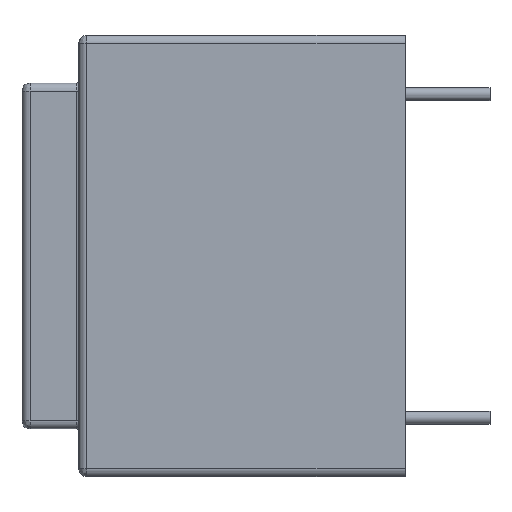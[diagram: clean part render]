
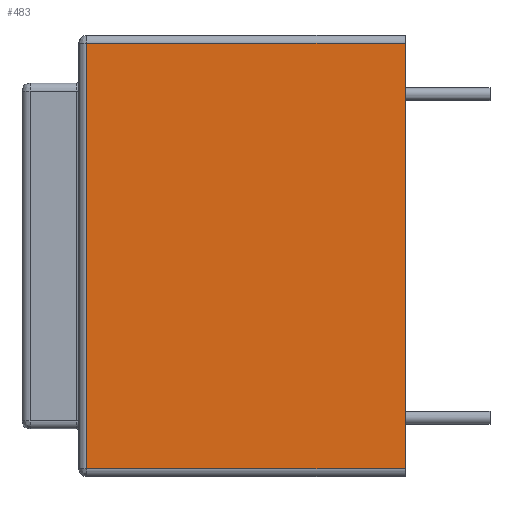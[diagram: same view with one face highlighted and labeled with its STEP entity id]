
A CAD part, left-side view. The second image highlights one B-rep face of the part: STEP entity #483.
In plain terms, the highlighted planar face has unit normal (-1, 0, 0).
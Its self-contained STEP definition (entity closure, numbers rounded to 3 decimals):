
#18 = EDGE_CURVE ( 'Defeature ausgef�hrt1_41+Defeature ausgef�hrt1_34+Defeature ausgef�hrt1_33+Defeature ausgef�hrt1_43', #588, #2042, #1885, .T. ) ;
#159 = LINE ( 'NONE', #1098, #1329 ) ;
#310 = CARTESIAN_POINT ( 'NONE',  ( -16.15, -12.2, -13.15 ) ) ;
#406 = LINE ( 'NONE', #1443, #1525 ) ;
#418 = ORIENTED_EDGE ( 'NONE', *, *, #18, .T. ) ;
#455 = FACE_OUTER_BOUND ( 'NONE', #1187, .T. ) ;
#462 = CARTESIAN_POINT ( 'NONE',  ( -16.15, 7.5, 0. ) ) ;
#483 = ADVANCED_FACE ( 'Defeature ausgef�hrt1_41', ( #455 ), #1371, .T. ) ;
#541 = ORIENTED_EDGE ( 'NONE', *, *, #1272, .F. ) ;
#571 = DIRECTION ( 'NONE',  ( -1., 0., 0. ) ) ;
#588 = VERTEX_POINT ( 'NONE', #1861 ) ;
#605 = CARTESIAN_POINT ( 'NONE',  ( -16.15, -15.2, 13.15 ) ) ;
#631 = EDGE_CURVE ( 'Defeature ausgef�hrt1_41+Defeature ausgef�hrt1_33+Defeature ausgef�hrt1_46+Defeature ausgef�hrt1_34', #1784, #588, #673, .T. ) ;
#673 = LINE ( 'NONE', #605, #1540 ) ;
#820 = VECTOR ( 'NONE', #1431, 1000. ) ;
#1012 = CARTESIAN_POINT ( 'NONE',  ( -16.15, 7.5, -13.15 ) ) ;
#1093 = CARTESIAN_POINT ( 'NONE',  ( -16.15, -12.2, 13.15 ) ) ;
#1098 = CARTESIAN_POINT ( 'NONE',  ( -16.15, -12.2, 0. ) ) ;
#1121 = ORIENTED_EDGE ( 'NONE', *, *, #631, .T. ) ;
#1187 = EDGE_LOOP ( 'NONE', ( #1243, #541, #1121, #418 ) ) ;
#1227 = CARTESIAN_POINT ( 'NONE',  ( -16.15, -15.2, 0. ) ) ;
#1243 = ORIENTED_EDGE ( 'NONE', *, *, #1447, .F. ) ;
#1272 = EDGE_CURVE ( 'Defeature ausgef�hrt1_46+Defeature ausgef�hrt1_41+Defeature ausgef�hrt1_33+Defeature ausgef�hrt1_43', #1784, #1413, #159, .T. ) ;
#1329 = VECTOR ( 'NONE', #1891, 1000. ) ;
#1371 = PLANE ( 'NONE',  #1401 ) ;
#1401 = AXIS2_PLACEMENT_3D ( 'NONE', #1227, #571, #2052 ) ;
#1413 = VERTEX_POINT ( 'NONE', #310 ) ;
#1431 = DIRECTION ( 'NONE',  ( 0., 0., -1. ) ) ;
#1443 = CARTESIAN_POINT ( 'NONE',  ( -16.15, -15.2, -13.15 ) ) ;
#1447 = EDGE_CURVE ( 'Defeature ausgef�hrt1_43+Defeature ausgef�hrt1_41+Defeature ausgef�hrt1_46+Defeature ausgef�hrt1_37', #1413, #2042, #406, .T. ) ;
#1525 = VECTOR ( 'NONE', #1951, 1000. ) ;
#1540 = VECTOR ( 'NONE', #2090, 1000. ) ;
#1784 = VERTEX_POINT ( 'NONE', #1093 ) ;
#1861 = CARTESIAN_POINT ( 'NONE',  ( -16.15, 7.5, 13.15 ) ) ;
#1885 = LINE ( 'NONE', #462, #820 ) ;
#1891 = DIRECTION ( 'NONE',  ( 0., 0., -1. ) ) ;
#1951 = DIRECTION ( 'NONE',  ( 0., 1., 0. ) ) ;
#2042 = VERTEX_POINT ( 'NONE', #1012 ) ;
#2052 = DIRECTION ( 'NONE',  ( 0., 1., 0. ) ) ;
#2090 = DIRECTION ( 'NONE',  ( 0., 1., 0. ) ) ;
